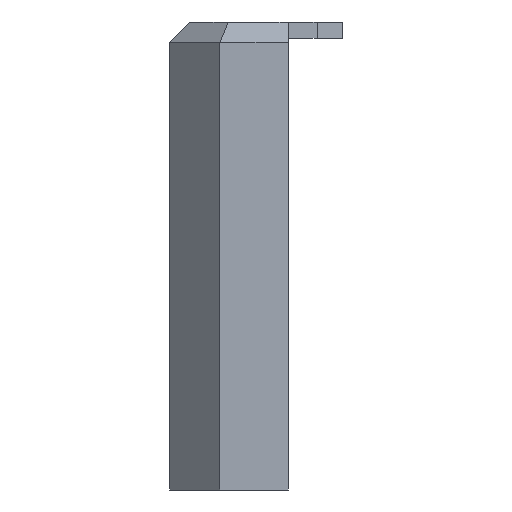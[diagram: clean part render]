
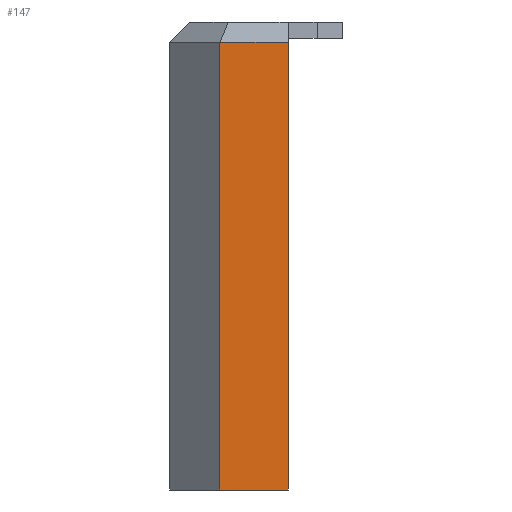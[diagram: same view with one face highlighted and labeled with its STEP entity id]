
A CAD part, front view. The second image highlights one B-rep face of the part: STEP entity #147.
In plain terms, the highlighted planar face has unit normal (0, -1, 0).
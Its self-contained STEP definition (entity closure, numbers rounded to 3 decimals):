
#147=ADVANCED_FACE('',(#3979),#3981,.T.);
#3979=FACE_BOUND('',#3980,.T.);
#3980=EDGE_LOOP('',(#7138,#7139,#7140,#7141));
#3981=PLANE('',#3982);
#3982=AXIS2_PLACEMENT_3D('',#3983,#3984,#3985);
#3983=CARTESIAN_POINT('',(-6.8,0.,0.));
#3984=DIRECTION('',(0.,-1.,0.));
#3985=DIRECTION('',(1.,0.,0.));
#7138=ORIENTED_EDGE('',*,*,#9580,.F.);
#7139=ORIENTED_EDGE('',*,*,#9582,.T.);
#7140=ORIENTED_EDGE('',*,*,#9583,.F.);
#7141=ORIENTED_EDGE('',*,*,#9376,.F.);
#9376=EDGE_CURVE('',#10541,#10543,#10544,.T.);
#9580=EDGE_CURVE('',#10943,#10541,#10944,.T.);
#9582=EDGE_CURVE('',#10943,#10946,#10947,.T.);
#9583=EDGE_CURVE('',#10543,#10946,#10948,.T.);
#10541=VERTEX_POINT('',#12492);
#10543=VERTEX_POINT('',#12496);
#10544=LINE('',#12497,#12498);
#10943=VERTEX_POINT('',#13306);
#10944=LINE('',#13307,#13308);
#10946=VERTEX_POINT('',#13313);
#10947=LINE('',#13314,#13315);
#10948=LINE('',#13317,#13318);
#12492=CARTESIAN_POINT('',(0.,0.,-0.4));
#12496=CARTESIAN_POINT('',(0.,0.,-45.));
#12497=CARTESIAN_POINT('',(0.,0.,-0.4));
#12498=VECTOR('',#12499,1.);
#12499=DIRECTION('',(0.,0.,-1.));
#13306=CARTESIAN_POINT('',(-6.8,0.,-0.4));
#13307=CARTESIAN_POINT('',(-6.8,0.,-0.4));
#13308=VECTOR('',#13309,1.);
#13309=DIRECTION('',(1.,0.,0.));
#13313=CARTESIAN_POINT('',(-6.8,0.,-45.));
#13314=CARTESIAN_POINT('',(-6.8,0.,-0.4));
#13315=VECTOR('',#13316,1.);
#13316=DIRECTION('',(0.,0.,-1.));
#13317=CARTESIAN_POINT('',(0.,0.,-45.));
#13318=VECTOR('',#13319,1.);
#13319=DIRECTION('',(-1.,0.,0.));
